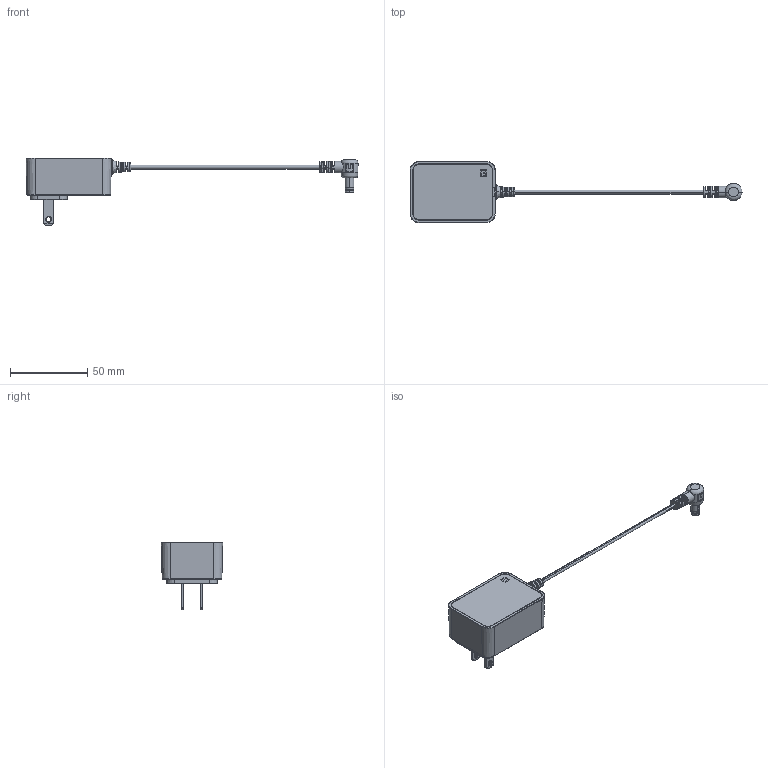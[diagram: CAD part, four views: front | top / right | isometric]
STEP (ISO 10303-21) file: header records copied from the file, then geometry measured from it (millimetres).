
FILE_DESCRIPTION (( 'STEP AP203' ), '1' );
FILE_NAME ('16-00082.STEP', '2019-08-13T21:04:48', ( '' ), ( '' ), 'SwSTEP 2.0', 'SolidWorks 2015', '' );
FILE_SCHEMA (( 'CONFIG_CONTROL_DESIGN' ));
Length unit declared in the file: millimetre
Products named in the file (14): 50-00133 shell; UL_1-15 pin; 26-00003_top; 24-00279; Nema 1-15 plug; 50-00133; 30-00344_power supply; 50-00133 insulator; 10-03172; 26-00003_bottom; 16-00082; 50-00133 contact; 26-00003; 24-00006
Assembly tree (14 placements, depth 4):
  16-00082
    26-00003
      26-00003_bottom
      26-00003_top
    10-03172
      30-00344_power supply
      24-00279
      24-00006
      50-00133
        50-00133 contact
        50-00133 insulator
        50-00133 shell
    Nema 1-15 plug
      UL_1-15 pin  x2
Bounding box: 215.47 x 39.98 x 44 mm (x, y, z)
Volume: 20461.2 mm3; surface area: 27878.7 mm2
Topology: 93 solids, 93 shells, 1103 faces, 2460 edges, 1595 vertices
Faces by surface type: plane 583, cylinder 300, bspline 142, cone 42, torus 36
Entity records: 37199 total; most frequent: CARTESIAN_POINT 12294, ORIENTED_EDGE 4792, DIRECTION 4745, EDGE_CURVE 2396, AXIS2_PLACEMENT_3D 1758, VERTEX_POINT 1555, LINE 1229, VECTOR 1229
